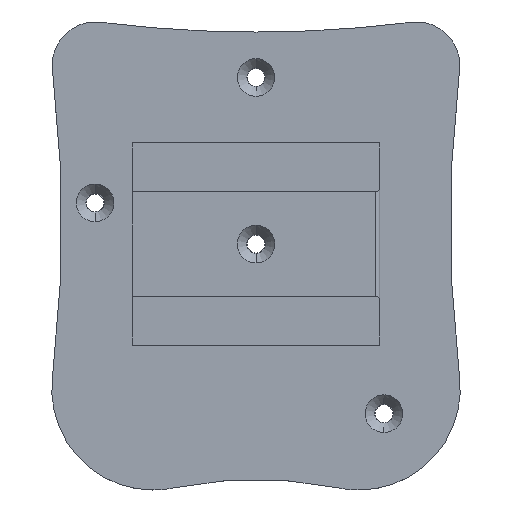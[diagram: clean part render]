
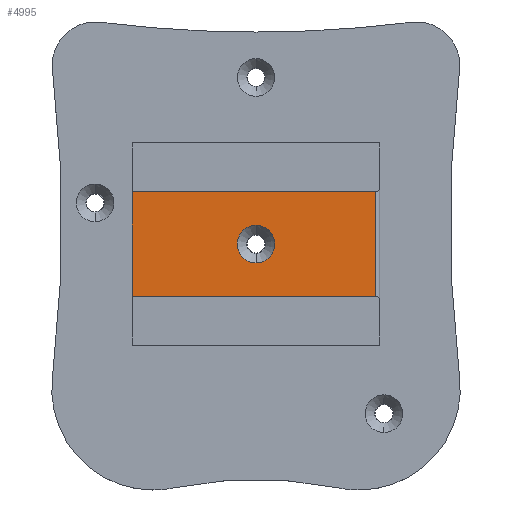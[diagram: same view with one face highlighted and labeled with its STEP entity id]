
A CAD part, top view. The second image highlights one B-rep face of the part: STEP entity #4995.
In plain terms, the highlighted face is planar.
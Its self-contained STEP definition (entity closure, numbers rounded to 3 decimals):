
#193 = EDGE_CURVE ( 'NONE', #3613, #4708, #3194, .T. ) ;
#211 = CARTESIAN_POINT ( 'NONE',  ( -29., -6.325, 28.675 ) ) ;
#247 = VECTOR ( 'NONE', #6168, 1000. ) ;
#479 = ORIENTED_EDGE ( 'NONE', *, *, #7500, .F. ) ;
#571 = CARTESIAN_POINT ( 'NONE',  ( 30., -6.325, 22.675 ) ) ;
#680 = ORIENTED_EDGE ( 'NONE', *, *, #4690, .T. ) ;
#707 = DIRECTION ( 'NONE',  ( 0., 0., -1. ) ) ;
#812 = EDGE_CURVE ( 'NONE', #3027, #4080, #6933, .T. ) ;
#1013 = CARTESIAN_POINT ( 'NONE',  ( -29., -6.325, -8.675 ) ) ;
#1142 = ORIENTED_EDGE ( 'NONE', *, *, #5691, .T. ) ;
#1494 = VECTOR ( 'NONE', #2615, 1000. ) ;
#1545 = VECTOR ( 'NONE', #1626, 1000. ) ;
#1626 = DIRECTION ( 'NONE',  ( -1., 0., 0. ) ) ;
#1632 = CARTESIAN_POINT ( 'NONE',  ( 59.339, -6.325, 28.675 ) ) ;
#1804 = DIRECTION ( 'NONE',  ( 0., 0., -1. ) ) ;
#1809 = VECTOR ( 'NONE', #1911, 1000. ) ;
#1828 = DIRECTION ( 'NONE',  ( 0., -1., 0. ) ) ;
#1856 = CARTESIAN_POINT ( 'NONE',  ( 0., -6.325, 10. ) ) ;
#1888 = CARTESIAN_POINT ( 'NONE',  ( -29., -6.325, -8.675 ) ) ;
#1911 = DIRECTION ( 'NONE',  ( 0., 0., 1. ) ) ;
#2109 = AXIS2_PLACEMENT_3D ( 'NONE', #1856, #1828, #1804 ) ;
#2144 = LINE ( 'NONE', #1888, #6874 ) ;
#2158 = CARTESIAN_POINT ( 'NONE',  ( 0., -6.325, 5.441 ) ) ;
#2214 = EDGE_CURVE ( 'NONE', #4080, #3027, #5538, .T. ) ;
#2234 = AXIS2_PLACEMENT_3D ( 'NONE', #2621, #2480, #2474 ) ;
#2246 = DIRECTION ( 'NONE',  ( 0., 0., -1. ) ) ;
#2394 = CARTESIAN_POINT ( 'NONE',  ( 20., -6.325, -8.675 ) ) ;
#2474 = DIRECTION ( 'NONE',  ( 0., 0., -1. ) ) ;
#2480 = DIRECTION ( 'NONE',  ( 0., 1., 0. ) ) ;
#2495 = CARTESIAN_POINT ( 'NONE',  ( 0., -6.325, 14.559 ) ) ;
#2512 = ORIENTED_EDGE ( 'NONE', *, *, #7722, .F. ) ;
#2615 = DIRECTION ( 'NONE',  ( 0., 0., -1. ) ) ;
#2621 = CARTESIAN_POINT ( 'NONE',  ( 59.339, -6.325, -8.675 ) ) ;
#2651 = CARTESIAN_POINT ( 'NONE',  ( 20., -6.325, 28.675 ) ) ;
#2772 = PLANE ( 'NONE',  #2234 ) ;
#2805 = VECTOR ( 'NONE', #2246, 1000. ) ;
#2860 = ORIENTED_EDGE ( 'NONE', *, *, #7824, .T. ) ;
#2981 = LINE ( 'NONE', #3869, #6086 ) ;
#3027 = VERTEX_POINT ( 'NONE', #2495 ) ;
#3042 = EDGE_CURVE ( 'NONE', #3613, #3739, #4830, .T. ) ;
#3194 = LINE ( 'NONE', #1632, #1545 ) ;
#3213 = ORIENTED_EDGE ( 'NONE', *, *, #2214, .F. ) ;
#3522 = FACE_BOUND ( 'NONE', #6489, .T. ) ;
#3613 = VERTEX_POINT ( 'NONE', #2651 ) ;
#3739 = VERTEX_POINT ( 'NONE', #4264 ) ;
#3760 = ORIENTED_EDGE ( 'NONE', *, *, #193, .T. ) ;
#3869 = CARTESIAN_POINT ( 'NONE',  ( 59.339, -6.325, -8.675 ) ) ;
#4019 = ORIENTED_EDGE ( 'NONE', *, *, #3042, .F. ) ;
#4080 = VERTEX_POINT ( 'NONE', #2158 ) ;
#4198 = ORIENTED_EDGE ( 'NONE', *, *, #812, .F. ) ;
#4264 = CARTESIAN_POINT ( 'NONE',  ( 20., -6.325, 22.675 ) ) ;
#4317 = CARTESIAN_POINT ( 'NONE',  ( -30., -6.325, -2.675 ) ) ;
#4459 = DIRECTION ( 'NONE',  ( -1., 0., 0. ) ) ;
#4462 = EDGE_LOOP ( 'NONE', ( #3760, #680, #479, #2512, #1142, #2860, #7226, #4019 ) ) ;
#4516 = EDGE_CURVE ( 'NONE', #3739, #5172, #6611, .T. ) ;
#4529 = CARTESIAN_POINT ( 'NONE',  ( 20., -6.325, -8.675 ) ) ;
#4637 = CARTESIAN_POINT ( 'NONE',  ( 20., -6.325, -2.675 ) ) ;
#4690 = EDGE_CURVE ( 'NONE', #4708, #6117, #2144, .T. ) ;
#4708 = VERTEX_POINT ( 'NONE', #211 ) ;
#4830 = LINE ( 'NONE', #2394, #1494 ) ;
#4973 = DIRECTION ( 'NONE',  ( 1., 0., 0. ) ) ;
#4995 = ADVANCED_FACE ( 'NONE', ( #3522, #7972 ), #2772, .F. ) ;
#5002 = VECTOR ( 'NONE', #4973, 1000. ) ;
#5172 = VERTEX_POINT ( 'NONE', #571 ) ;
#5424 = CARTESIAN_POINT ( 'NONE',  ( 20., -6.325, -8.675 ) ) ;
#5488 = LINE ( 'NONE', #4317, #247 ) ;
#5528 = CARTESIAN_POINT ( 'NONE',  ( -30., -6.325, 22.675 ) ) ;
#5538 = CIRCLE ( 'NONE', #2109, 4.559 ) ;
#5680 = CARTESIAN_POINT ( 'NONE',  ( 30., -6.325, 22.675 ) ) ;
#5691 = EDGE_CURVE ( 'NONE', #7031, #6734, #5488, .T. ) ;
#6086 = VECTOR ( 'NONE', #4459, 1000. ) ;
#6117 = VERTEX_POINT ( 'NONE', #1013 ) ;
#6154 = CARTESIAN_POINT ( 'NONE',  ( 30., -6.325, -2.675 ) ) ;
#6168 = DIRECTION ( 'NONE',  ( 1., 0., 0. ) ) ;
#6376 = AXIS2_PLACEMENT_3D ( 'NONE', #7535, #7529, #7520 ) ;
#6489 = EDGE_LOOP ( 'NONE', ( #3213, #4198 ) ) ;
#6564 = LINE ( 'NONE', #5680, #1809 ) ;
#6611 = LINE ( 'NONE', #5528, #5002 ) ;
#6661 = LINE ( 'NONE', #5424, #2805 ) ;
#6734 = VERTEX_POINT ( 'NONE', #6154 ) ;
#6874 = VECTOR ( 'NONE', #707, 1000. ) ;
#6933 = CIRCLE ( 'NONE', #6376, 4.559 ) ;
#6939 = VERTEX_POINT ( 'NONE', #4529 ) ;
#7031 = VERTEX_POINT ( 'NONE', #4637 ) ;
#7226 = ORIENTED_EDGE ( 'NONE', *, *, #4516, .F. ) ;
#7500 = EDGE_CURVE ( 'NONE', #6939, #6117, #2981, .T. ) ;
#7520 = DIRECTION ( 'NONE',  ( 0., 0., -1. ) ) ;
#7529 = DIRECTION ( 'NONE',  ( 0., -1., 0. ) ) ;
#7535 = CARTESIAN_POINT ( 'NONE',  ( 0., -6.325, 10. ) ) ;
#7722 = EDGE_CURVE ( 'NONE', #7031, #6939, #6661, .T. ) ;
#7824 = EDGE_CURVE ( 'NONE', #6734, #5172, #6564, .T. ) ;
#7972 = FACE_OUTER_BOUND ( 'NONE', #4462, .T. ) ;
